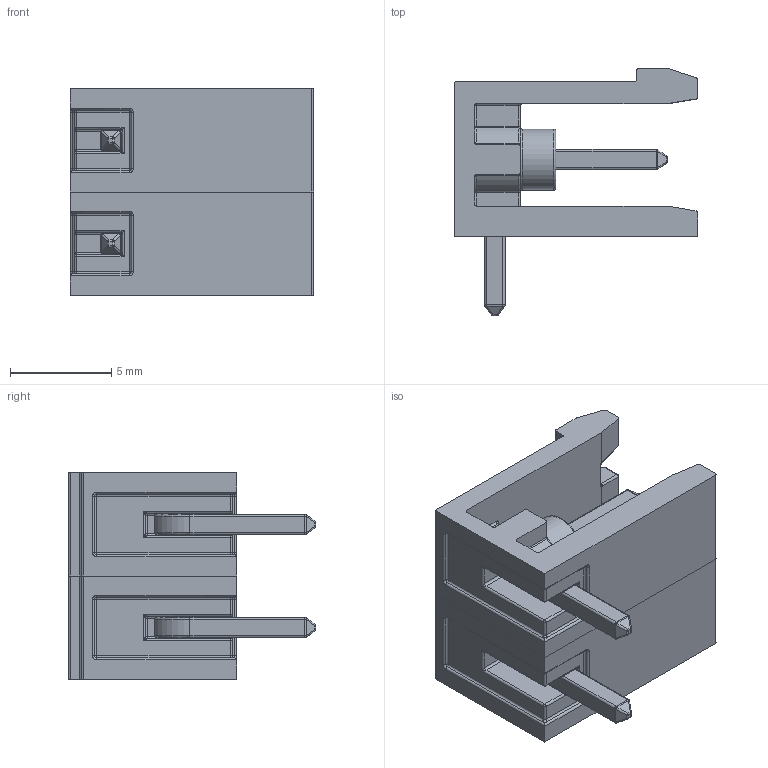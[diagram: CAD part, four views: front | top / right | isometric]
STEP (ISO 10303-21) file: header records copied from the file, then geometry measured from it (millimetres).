
FILE_DESCRIPTION (( 'STEP AP214' ), '1' );
FILE_NAME ('Header 200mil.STEP', '2018-05-06T10:19:56', ( '' ), ( '' ), 'SwSTEP 2.0', 'SolidWorks 2017', '' );
FILE_SCHEMA (( 'AUTOMOTIVE_DESIGN' ));
Length unit declared in the file: millimetre
Products named in the file (1): Header 200mil
Bounding box: 12 x 12.2 x 10.16 mm (x, y, z)
Volume: 419.6 mm3; surface area: 1002.5 mm2
Topology: 2 solids, 2 shells, 596 faces, 1394 edges, 750 vertices
Faces by surface type: cylinder 260, plane 126, sphere 92, torus 80, bspline 36, cone 2
Entity records: 24143 total; most frequent: CARTESIAN_POINT 4343, DIRECTION 2992, ORIENTED_EDGE 2676, EDGE_CURVE 1338, AXIS2_PLACEMENT_3D 1209, VERTEX_POINT 750, CIRCLE 648, UNCERTAINTY_MEASURE_WITH_UNIT 600
